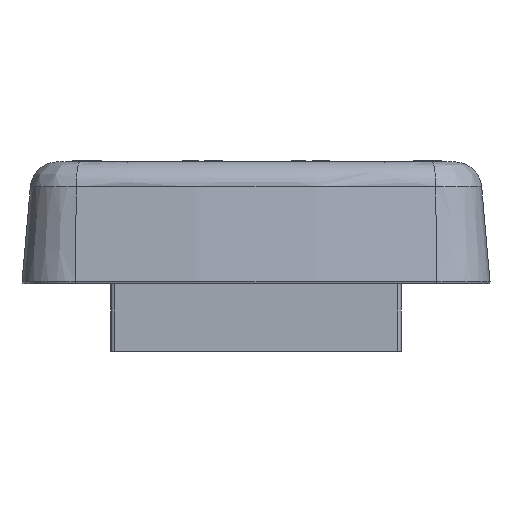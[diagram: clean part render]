
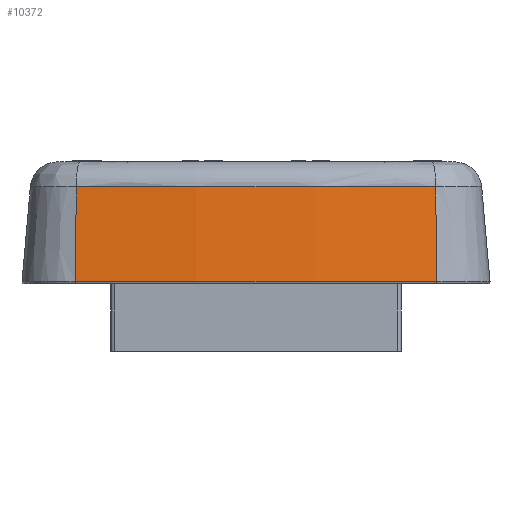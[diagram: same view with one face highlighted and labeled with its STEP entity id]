
A CAD part, left-side view. The second image highlights one B-rep face of the part: STEP entity #10372.
In plain terms, the highlighted conical face has half-angle 5 degrees and reference radius 182.518 mm.
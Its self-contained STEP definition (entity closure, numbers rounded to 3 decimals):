
#193=CONICAL_SURFACE('',#31218,182.518,5.);
#3726=LINE('',#47896,#7277);
#3727=LINE('',#47900,#7278);
#7277=VECTOR('',#38748,1.);
#7278=VECTOR('',#38753,1.);
#8861=FACE_OUTER_BOUND('',#13388,.T.);
#10372=ADVANCED_FACE('',(#8861),#193,.T.);
#13388=EDGE_LOOP('',(#22122,#22123,#22124,#22125));
#13897=CIRCLE('',#31198,182.003);
#13911=CIRCLE('',#31217,183.033);
#22122=ORIENTED_EDGE('',*,*,#29094,.F.);
#22123=ORIENTED_EDGE('',*,*,#29111,.T.);
#22124=ORIENTED_EDGE('',*,*,#29112,.F.);
#22125=ORIENTED_EDGE('',*,*,#29113,.F.);
#24975=VERTEX_POINT('',#47801);
#24976=VERTEX_POINT('',#47803);
#24984=VERTEX_POINT('',#47895);
#24985=VERTEX_POINT('',#47899);
#29094=EDGE_CURVE('',#24975,#24976,#13897,.T.);
#29111=EDGE_CURVE('',#24975,#24984,#3726,.T.);
#29112=EDGE_CURVE('',#24985,#24984,#13911,.T.);
#29113=EDGE_CURVE('',#24976,#24985,#3727,.T.);
#31198=AXIS2_PLACEMENT_3D('',#47802,#38709,#38710);
#31217=AXIS2_PLACEMENT_3D('',#47898,#38751,#38752);
#31218=AXIS2_PLACEMENT_3D('',#47901,#38754,#38755);
#38709=DIRECTION('',(0.,0.,1.));
#38710=DIRECTION('',(-0.992,0.123,0.));
#38748=DIRECTION('',(-0.086,0.011,-0.996));
#38751=DIRECTION('',(0.,0.,-1.));
#38752=DIRECTION('',(-0.992,-0.123,0.));
#38753=DIRECTION('',(-0.086,-0.011,-0.996));
#38754=DIRECTION('',(0.,0.,-1.));
#38755=DIRECTION('',(1.,0.,0.));
#47801=CARTESIAN_POINT('',(-72.382,22.297,11.396));
#47802=CARTESIAN_POINT('',(108.25,0.,11.396));
#47803=CARTESIAN_POINT('',(-72.382,-22.297,11.396));
#47895=CARTESIAN_POINT('',(-73.405,22.423,-0.383));
#47896=CARTESIAN_POINT('',(-72.382,22.297,11.396));
#47898=CARTESIAN_POINT('',(108.25,0.,-0.383));
#47899=CARTESIAN_POINT('',(-73.405,-22.423,-0.383));
#47900=CARTESIAN_POINT('',(-72.382,-22.297,11.396));
#47901=CARTESIAN_POINT('',(108.25,0.,5.507));
